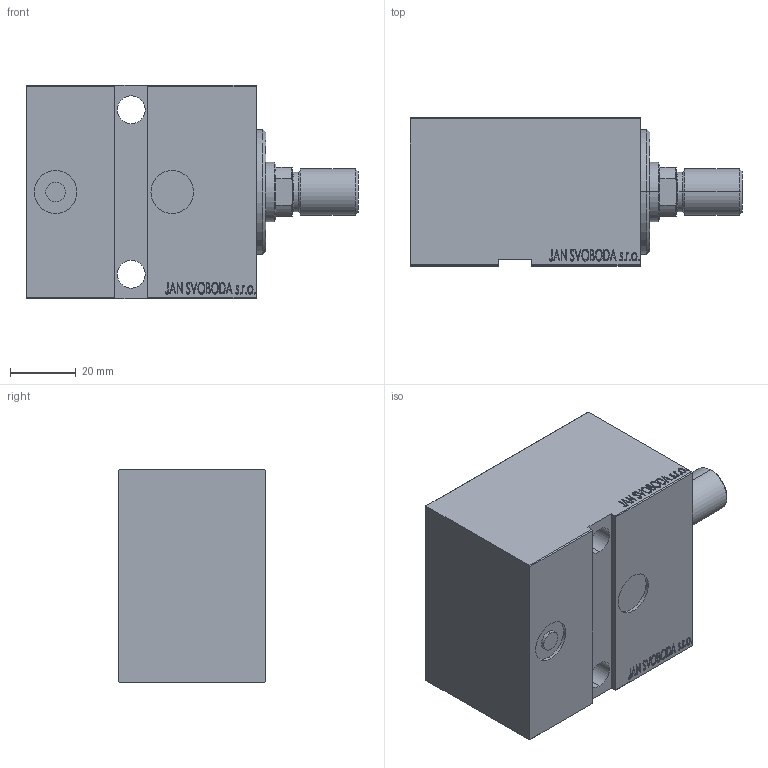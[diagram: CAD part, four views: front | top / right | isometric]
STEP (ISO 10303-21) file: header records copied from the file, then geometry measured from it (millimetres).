
FILE_DESCRIPTION (( 'STEP AP203' ), '1' );
FILE_NAME ('57ca.STEP', '2024-02-23T00:01:22', ( '' ), ( '' ), 'SwSTEP 2.0', 'SolidWorks 2019', '' );
FILE_SCHEMA (( 'CONFIG_CONTROL_DESIGN' ));
Length unit declared in the file: millimetre
Products named in the file (5): V450CM_MALE_METRIC 819b5a20d567e081597e7be8b6e82bb8; 57ca; V450CM_E_VCP 819b5a20d567e081597e7be8b6e82bb8; V450CM_E_Body 819b5a20d567e081597e7be8b6e82bb8; V450CM_VC_B 819b5a20d567e081597e7be8b6e82bb8
Assembly tree (4 placements, depth 2):
  57ca
    V450CM_E_Body 819b5a20d567e081597e7be8b6e82bb8
    V450CM_E_VCP 819b5a20d567e081597e7be8b6e82bb8
    V450CM_VC_B 819b5a20d567e081597e7be8b6e82bb8
    V450CM_MALE_METRIC 819b5a20d567e081597e7be8b6e82bb8
Bounding box: 101 x 45 x 65 mm (x, y, z)
Volume: 198015.9 mm3; surface area: 40206.1 mm2
Topology: 4 solids, 4 shells, 852 faces, 2184 edges, 1447 vertices
Faces by surface type: plane 410, bspline 380, cylinder 42, cone 18, torus 2
Entity records: 43049 total; most frequent: CARTESIAN_POINT 24348, ORIENTED_EDGE 4364, DIRECTION 2480, EDGE_CURVE 2182, VERTEX_POINT 1447, LINE 1306, VECTOR 1306, EDGE_LOOP 967
